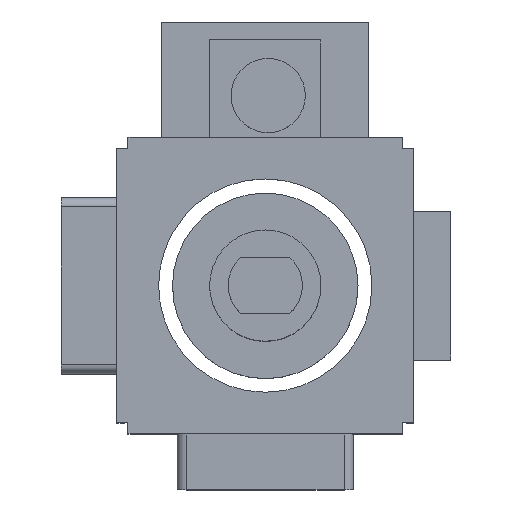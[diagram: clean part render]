
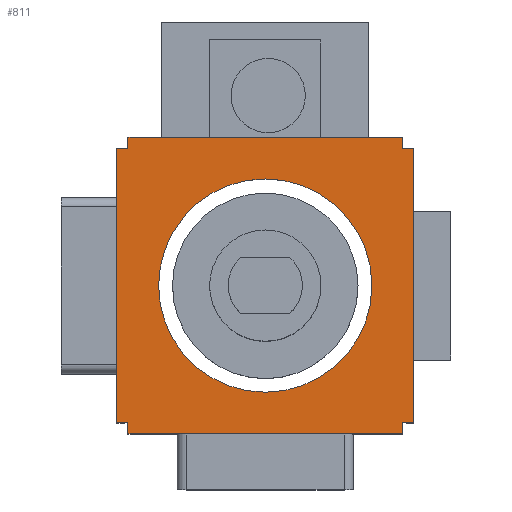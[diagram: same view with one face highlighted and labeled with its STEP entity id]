
A CAD part, top view. The second image highlights one B-rep face of the part: STEP entity #811.
In plain terms, the highlighted planar face has unit normal (0, 0, 1).
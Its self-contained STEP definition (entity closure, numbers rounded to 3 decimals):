
#345 = VERTEX_POINT('',#346);
#346 = CARTESIAN_POINT('',(11.65,27.05,13.6));
#352 = EDGE_CURVE('',#353,#345,#355,.T.);
#353 = VERTEX_POINT('',#354);
#354 = CARTESIAN_POINT('',(26.45,27.05,13.6));
#355 = LINE('',#356,#357);
#356 = CARTESIAN_POINT('',(27.05,27.05,13.6));
#357 = VECTOR('',#358,1.);
#358 = DIRECTION('',(-1.,0.,0.));
#433 = VERTEX_POINT('',#434);
#434 = CARTESIAN_POINT('',(11.65,11.65,13.6));
#440 = EDGE_CURVE('',#441,#433,#443,.T.);
#441 = VERTEX_POINT('',#442);
#442 = CARTESIAN_POINT('',(11.05,11.65,13.6));
#443 = LINE('',#444,#445);
#444 = CARTESIAN_POINT('',(15.35,11.65,13.6));
#445 = VECTOR('',#446,1.);
#446 = DIRECTION('',(1.,0.,0.));
#487 = VERTEX_POINT('',#488);
#488 = CARTESIAN_POINT('',(11.65,11.05,13.6));
#494 = EDGE_CURVE('',#433,#487,#495,.T.);
#495 = LINE('',#496,#497);
#496 = CARTESIAN_POINT('',(11.65,15.05,13.6));
#497 = VECTOR('',#498,1.);
#498 = DIRECTION('',(0.,-1.,0.));
#536 = VERTEX_POINT('',#537);
#537 = CARTESIAN_POINT('',(26.45,26.45,13.6));
#543 = EDGE_CURVE('',#544,#536,#546,.T.);
#544 = VERTEX_POINT('',#545);
#545 = CARTESIAN_POINT('',(27.05,26.45,13.6));
#546 = LINE('',#547,#548);
#547 = CARTESIAN_POINT('',(22.75,26.45,13.6));
#548 = VECTOR('',#549,1.);
#549 = DIRECTION('',(-1.,0.,0.));
#588 = EDGE_CURVE('',#536,#353,#589,.T.);
#589 = LINE('',#590,#591);
#590 = CARTESIAN_POINT('',(26.45,23.05,13.6));
#591 = VECTOR('',#592,1.);
#592 = DIRECTION('',(0.,1.,0.));
#614 = VERTEX_POINT('',#615);
#615 = CARTESIAN_POINT('',(26.45,11.65,13.6));
#621 = EDGE_CURVE('',#622,#614,#624,.T.);
#622 = VERTEX_POINT('',#623);
#623 = CARTESIAN_POINT('',(26.45,11.05,13.6));
#624 = LINE('',#625,#626);
#625 = CARTESIAN_POINT('',(26.45,15.35,13.6));
#626 = VECTOR('',#627,1.);
#627 = DIRECTION('',(0.,1.,0.));
#684 = VERTEX_POINT('',#685);
#685 = CARTESIAN_POINT('',(27.05,11.65,13.6));
#691 = EDGE_CURVE('',#614,#684,#692,.T.);
#692 = LINE('',#693,#694);
#693 = CARTESIAN_POINT('',(23.05,11.65,13.6));
#694 = VECTOR('',#695,1.);
#695 = DIRECTION('',(1.,0.,0.));
#717 = VERTEX_POINT('',#718);
#718 = CARTESIAN_POINT('',(11.65,26.45,13.6));
#724 = EDGE_CURVE('',#345,#717,#725,.T.);
#725 = LINE('',#726,#727);
#726 = CARTESIAN_POINT('',(11.65,22.75,13.6));
#727 = VECTOR('',#728,1.);
#728 = DIRECTION('',(0.,-1.,0.));
#771 = VERTEX_POINT('',#772);
#772 = CARTESIAN_POINT('',(11.05,26.45,13.6));
#778 = EDGE_CURVE('',#717,#771,#779,.T.);
#779 = LINE('',#780,#781);
#780 = CARTESIAN_POINT('',(15.05,26.45,13.6));
#781 = VECTOR('',#782,1.);
#782 = DIRECTION('',(-1.,0.,0.));
#801 = EDGE_CURVE('',#487,#622,#802,.T.);
#802 = LINE('',#803,#804);
#803 = CARTESIAN_POINT('',(11.05,11.05,13.6));
#804 = VECTOR('',#805,1.);
#805 = DIRECTION('',(1.,0.,0.));
#811 = ADVANCED_FACE('',(#812,#836),#847,.T.);
#812 = FACE_BOUND('',#813,.T.);
#813 = EDGE_LOOP('',(#814,#815,#816,#817,#818,#819,#825,#826,#827,#828,
    #829,#830));
#814 = ORIENTED_EDGE('',*,*,#440,.T.);
#815 = ORIENTED_EDGE('',*,*,#494,.T.);
#816 = ORIENTED_EDGE('',*,*,#801,.T.);
#817 = ORIENTED_EDGE('',*,*,#621,.T.);
#818 = ORIENTED_EDGE('',*,*,#691,.T.);
#819 = ORIENTED_EDGE('',*,*,#820,.T.);
#820 = EDGE_CURVE('',#684,#544,#821,.T.);
#821 = LINE('',#822,#823);
#822 = CARTESIAN_POINT('',(27.05,11.65,13.6));
#823 = VECTOR('',#824,1.);
#824 = DIRECTION('',(0.,1.,0.));
#825 = ORIENTED_EDGE('',*,*,#543,.T.);
#826 = ORIENTED_EDGE('',*,*,#588,.T.);
#827 = ORIENTED_EDGE('',*,*,#352,.T.);
#828 = ORIENTED_EDGE('',*,*,#724,.T.);
#829 = ORIENTED_EDGE('',*,*,#778,.T.);
#830 = ORIENTED_EDGE('',*,*,#831,.T.);
#831 = EDGE_CURVE('',#771,#441,#832,.T.);
#832 = LINE('',#833,#834);
#833 = CARTESIAN_POINT('',(11.05,11.05,13.6));
#834 = VECTOR('',#835,1.);
#835 = DIRECTION('',(0.,-1.,0.));
#836 = FACE_BOUND('',#837,.T.);
#837 = EDGE_LOOP('',(#838));
#838 = ORIENTED_EDGE('',*,*,#839,.T.);
#839 = EDGE_CURVE('',#840,#840,#842,.T.);
#840 = VERTEX_POINT('',#841);
#841 = CARTESIAN_POINT('',(24.8,19.05,13.6));
#842 = CIRCLE('',#843,5.75);
#843 = AXIS2_PLACEMENT_3D('',#844,#845,#846);
#844 = CARTESIAN_POINT('',(19.05,19.05,13.6));
#845 = DIRECTION('',(0.,0.,-1.));
#846 = DIRECTION('',(-1.,0.,0.));
#847 = PLANE('',#848);
#848 = AXIS2_PLACEMENT_3D('',#849,#850,#851);
#849 = CARTESIAN_POINT('',(19.05,19.05,13.6));
#850 = DIRECTION('',(0.,0.,1.));
#851 = DIRECTION('',(1.,0.,-0.));
